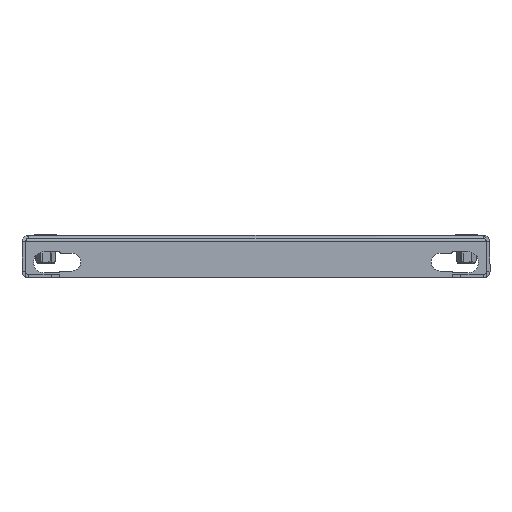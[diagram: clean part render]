
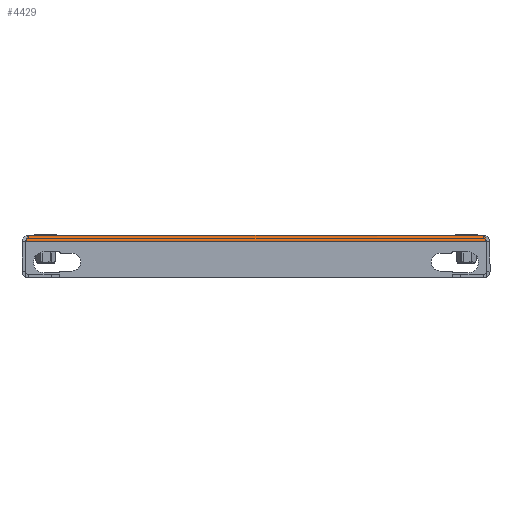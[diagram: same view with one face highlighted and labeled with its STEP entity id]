
A CAD part, front view. The second image highlights one B-rep face of the part: STEP entity #4429.
In plain terms, the highlighted cylindrical face has radius 4 mm (diameter 8 mm), a partial arc.
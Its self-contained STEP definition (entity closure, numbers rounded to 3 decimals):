
#171 = VERTEX_POINT ( 'NONE', #12194 ) ;
#221 = VECTOR ( 'NONE', #4915, 1000. ) ;
#307 = VERTEX_POINT ( 'NONE', #3688 ) ;
#683 = CARTESIAN_POINT ( 'NONE',  ( 140.563, -941.773, -0.405 ) ) ;
#808 = CARTESIAN_POINT ( 'NONE',  ( 140.321, -941.035, -0.127 ) ) ;
#1447 = DIRECTION ( 'NONE',  ( -1., 0., 0. ) ) ;
#1600 = CARTESIAN_POINT ( 'NONE',  ( -141.929, -940., 0. ) ) ;
#1627 = CARTESIAN_POINT ( 'NONE',  ( 141.929, -944., -4. ) ) ;
#1749 = CARTESIAN_POINT ( 'NONE',  ( 140.161, -940.524, -0.026 ) ) ;
#1995 = CARTESIAN_POINT ( 'NONE',  ( -140.645, -942.009, -0.531 ) ) ;
#2117 = CARTESIAN_POINT ( 'NONE',  ( -140.162, -940.528, -0.026 ) ) ;
#2235 = CARTESIAN_POINT ( 'NONE',  ( -141.045, -943.014, -1.357 ) ) ;
#2382 = EDGE_CURVE ( 'NONE', #307, #3125, #4987, .T. ) ;
#2572 = CARTESIAN_POINT ( 'NONE',  ( 141.366, -943.595, -2.226 ) ) ;
#2628 = CARTESIAN_POINT ( 'NONE',  ( -141.929, -944., -4. ) ) ;
#2706 = CARTESIAN_POINT ( 'NONE',  ( 141.606, -943.871, -2.957 ) ) ;
#2945 = CARTESIAN_POINT ( 'NONE',  ( -141.768, -943.974, -3.476 ) ) ;
#2949 = B_SPLINE_CURVE_WITH_KNOTS ( 'NONE', 3,
 ( #3595, #6479, #1749, #808, #11205, #683, #9374, #8559, #4731, #10451, #12415, #10255, #2572, #6415, #2706, #10512, #4665, #1627 ),
 .UNSPECIFIED., .F., .F.,
 ( 4, 2, 2, 2, 2, 2, 2, 2, 4 ),
 ( 0., 0.001, 0.002, 0.002, 0.003, 0.004, 0.005, 0.006, 0.007 ),
 .UNSPECIFIED. ) ;
#3002 = CARTESIAN_POINT ( 'NONE',  ( -140., -940., 0. ) ) ;
#3125 = VERTEX_POINT ( 'NONE', #7814 ) ;
#3414 = ORIENTED_EDGE ( 'NONE', *, *, #5282, .F. ) ;
#3543 = EDGE_CURVE ( 'NONE', #307, #12105, #10634, .T. ) ;
#3595 = CARTESIAN_POINT ( 'NONE',  ( 140., -940., 0. ) ) ;
#3688 = CARTESIAN_POINT ( 'NONE',  ( -141.929, -944., -4. ) ) ;
#4141 = CARTESIAN_POINT ( 'NONE',  ( -141.528, -943.796, -2.712 ) ) ;
#4176 = ORIENTED_EDGE ( 'NONE', *, *, #8886, .F. ) ;
#4429 = ADVANCED_FACE ( 'NONE', ( #7750 ), #6807, .T. ) ;
#4665 = CARTESIAN_POINT ( 'NONE',  ( 141.848, -944., -3.736 ) ) ;
#4731 = CARTESIAN_POINT ( 'NONE',  ( 140.884, -942.643, -0.986 ) ) ;
#4838 = CARTESIAN_POINT ( 'NONE',  ( -141.127, -943.183, -1.563 ) ) ;
#4898 = CARTESIAN_POINT ( 'NONE',  ( -141.848, -944., -3.736 ) ) ;
#4915 = DIRECTION ( 'NONE',  ( 1., 0., 0. ) ) ;
#4957 = CARTESIAN_POINT ( 'NONE',  ( -141.366, -943.595, -2.227 ) ) ;
#4987 = B_SPLINE_CURVE_WITH_KNOTS ( 'NONE', 3,
 ( #2628, #4898, #2945, #8914, #4141, #4957, #6016, #4838, #2235, #10805, #8674, #1995, #8792, #10622, #11639, #2117, #6902, #3002 ),
 .UNSPECIFIED., .F., .F.,
 ( 4, 2, 2, 2, 2, 2, 2, 2, 4 ),
 ( 0., 0.001, 0.002, 0.002, 0.003, 0.004, 0.005, 0.006, 0.007 ),
 .UNSPECIFIED. ) ;
#5239 = AXIS2_PLACEMENT_3D ( 'NONE', #11666, #1447, #5295 ) ;
#5282 = EDGE_CURVE ( 'NONE', #171, #12105, #2949, .T. ) ;
#5295 = DIRECTION ( 'NONE',  ( 0., -1., 0. ) ) ;
#5554 = CARTESIAN_POINT ( 'NONE',  ( 141.929, -944., -4. ) ) ;
#5733 = CARTESIAN_POINT ( 'NONE',  ( 144., -944., -4. ) ) ;
#6016 = CARTESIAN_POINT ( 'NONE',  ( -141.287, -943.472, -1.997 ) ) ;
#6216 = EDGE_LOOP ( 'NONE', ( #4176, #8145, #10556, #3414 ) ) ;
#6415 = CARTESIAN_POINT ( 'NONE',  ( 141.526, -943.794, -2.708 ) ) ;
#6479 = CARTESIAN_POINT ( 'NONE',  ( 140.081, -940.264, 0. ) ) ;
#6765 = DIRECTION ( 'NONE',  ( 1., 0., 0. ) ) ;
#6807 = CYLINDRICAL_SURFACE ( 'NONE', #5239, 4. ) ;
#6902 = CARTESIAN_POINT ( 'NONE',  ( -140.081, -940.264, 0. ) ) ;
#7750 = FACE_OUTER_BOUND ( 'NONE', #6216, .T. ) ;
#7814 = CARTESIAN_POINT ( 'NONE',  ( -140., -940., 0. ) ) ;
#8145 = ORIENTED_EDGE ( 'NONE', *, *, #2382, .F. ) ;
#8559 = CARTESIAN_POINT ( 'NONE',  ( 140.803, -942.437, -0.817 ) ) ;
#8674 = CARTESIAN_POINT ( 'NONE',  ( -140.805, -942.443, -0.822 ) ) ;
#8792 = CARTESIAN_POINT ( 'NONE',  ( -140.563, -941.774, -0.405 ) ) ;
#8886 = EDGE_CURVE ( 'NONE', #3125, #171, #12201, .T. ) ;
#8914 = CARTESIAN_POINT ( 'NONE',  ( -141.608, -943.873, -2.965 ) ) ;
#9374 = CARTESIAN_POINT ( 'NONE',  ( 140.643, -942.003, -0.528 ) ) ;
#10255 = CARTESIAN_POINT ( 'NONE',  ( 141.285, -943.469, -1.991 ) ) ;
#10451 = CARTESIAN_POINT ( 'NONE',  ( 141.045, -943.013, -1.356 ) ) ;
#10512 = CARTESIAN_POINT ( 'NONE',  ( 141.767, -943.974, -3.472 ) ) ;
#10556 = ORIENTED_EDGE ( 'NONE', *, *, #3543, .T. ) ;
#10559 = VECTOR ( 'NONE', #6765, 1000. ) ;
#10622 = CARTESIAN_POINT ( 'NONE',  ( -140.403, -941.292, -0.206 ) ) ;
#10634 = LINE ( 'NONE', #5733, #221 ) ;
#10805 = CARTESIAN_POINT ( 'NONE',  ( -140.885, -942.644, -0.987 ) ) ;
#11205 = CARTESIAN_POINT ( 'NONE',  ( 140.402, -941.288, -0.204 ) ) ;
#11639 = CARTESIAN_POINT ( 'NONE',  ( -140.323, -941.043, -0.129 ) ) ;
#11666 = CARTESIAN_POINT ( 'NONE',  ( -141.929, -940., -4. ) ) ;
#12105 = VERTEX_POINT ( 'NONE', #5554 ) ;
#12194 = CARTESIAN_POINT ( 'NONE',  ( 140., -940., 0. ) ) ;
#12201 = LINE ( 'NONE', #1600, #10559 ) ;
#12415 = CARTESIAN_POINT ( 'NONE',  ( 141.124, -943.178, -1.557 ) ) ;
